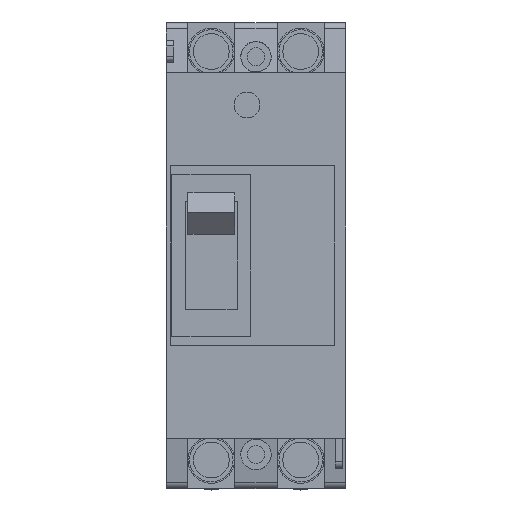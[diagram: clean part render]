
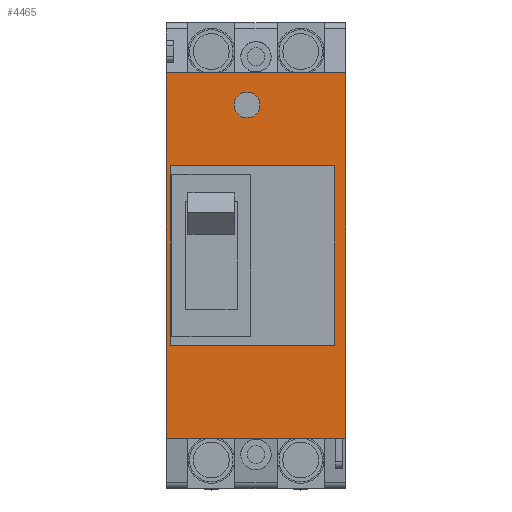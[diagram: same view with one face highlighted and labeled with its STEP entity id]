
A CAD part, top view. The second image highlights one B-rep face of the part: STEP entity #4465.
In plain terms, the highlighted planar face has unit normal (0, 0, 1).
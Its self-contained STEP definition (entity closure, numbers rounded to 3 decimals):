
#70 = VECTOR ( 'NONE', #7663, 1000. ) ;
#76 = CARTESIAN_POINT ( 'NONE',  ( -24., -25., 68. ) ) ;
#99 = LINE ( 'NONE', #4615, #4046 ) ;
#232 = DIRECTION ( 'NONE',  ( 0., 1., 0. ) ) ;
#250 = CARTESIAN_POINT ( 'NONE',  ( -24., 25., 68. ) ) ;
#449 = CARTESIAN_POINT ( 'NONE',  ( 25., 51., 68. ) ) ;
#552 = CARTESIAN_POINT ( 'NONE',  ( -6.1, 42., 68. ) ) ;
#555 = LINE ( 'NONE', #76, #3635 ) ;
#785 = AXIS2_PLACEMENT_3D ( 'NONE', #10006, #7729, #3054 ) ;
#954 = EDGE_LOOP ( 'NONE', ( #2243, #2740 ) ) ;
#967 = DIRECTION ( 'NONE',  ( 1., 0., 0. ) ) ;
#998 = LINE ( 'NONE', #2605, #4922 ) ;
#1137 = ORIENTED_EDGE ( 'NONE', *, *, #6678, .T. ) ;
#1178 = DIRECTION ( 'NONE',  ( 0., 0., 1. ) ) ;
#1211 = DIRECTION ( 'NONE',  ( -1., 0., 0. ) ) ;
#1229 = FACE_BOUND ( 'NONE', #6431, .T. ) ;
#1275 = ORIENTED_EDGE ( 'NONE', *, *, #1452, .T. ) ;
#1379 = EDGE_CURVE ( 'NONE', #9374, #9838, #2443, .T. ) ;
#1452 = EDGE_CURVE ( 'NONE', #5572, #2607, #99, .T. ) ;
#1502 = VERTEX_POINT ( 'NONE', #3297 ) ;
#1624 = CIRCLE ( 'NONE', #8844, 3.6 ) ;
#1743 = CARTESIAN_POINT ( 'NONE',  ( -25., -51., 68. ) ) ;
#1744 = LINE ( 'NONE', #6701, #6175 ) ;
#1908 = ORIENTED_EDGE ( 'NONE', *, *, #7187, .F. ) ;
#1919 = LINE ( 'NONE', #9818, #3769 ) ;
#1935 = EDGE_CURVE ( 'NONE', #6977, #3642, #4257, .T. ) ;
#2006 = VECTOR ( 'NONE', #9994, 1000. ) ;
#2243 = ORIENTED_EDGE ( 'NONE', *, *, #6824, .F. ) ;
#2410 = CARTESIAN_POINT ( 'NONE',  ( -25., 51., 68. ) ) ;
#2443 = CIRCLE ( 'NONE', #4377, 3.6 ) ;
#2605 = CARTESIAN_POINT ( 'NONE',  ( -25., 51., 68. ) ) ;
#2607 = VERTEX_POINT ( 'NONE', #449 ) ;
#2649 = ORIENTED_EDGE ( 'NONE', *, *, #3669, .F. ) ;
#2661 = DIRECTION ( 'NONE',  ( 0., -1., 0. ) ) ;
#2740 = ORIENTED_EDGE ( 'NONE', *, *, #1379, .F. ) ;
#2967 = DIRECTION ( 'NONE',  ( 0., 0., 1. ) ) ;
#3054 = DIRECTION ( 'NONE',  ( 1., 0., 0. ) ) ;
#3085 = FACE_OUTER_BOUND ( 'NONE', #7120, .T. ) ;
#3297 = CARTESIAN_POINT ( 'NONE',  ( -24., -25., 68. ) ) ;
#3309 = FACE_BOUND ( 'NONE', #954, .T. ) ;
#3614 = ORIENTED_EDGE ( 'NONE', *, *, #9127, .F. ) ;
#3618 = DIRECTION ( 'NONE',  ( 1., 0., 0. ) ) ;
#3635 = VECTOR ( 'NONE', #8672, 1000. ) ;
#3642 = VERTEX_POINT ( 'NONE', #9753 ) ;
#3669 = EDGE_CURVE ( 'NONE', #3642, #6440, #1744, .T. ) ;
#3769 = VECTOR ( 'NONE', #2661, 1000. ) ;
#4044 = EDGE_CURVE ( 'NONE', #9902, #5572, #9683, .T. ) ;
#4046 = VECTOR ( 'NONE', #232, 1000. ) ;
#4111 = LINE ( 'NONE', #9215, #2006 ) ;
#4113 = ORIENTED_EDGE ( 'NONE', *, *, #1935, .F. ) ;
#4257 = LINE ( 'NONE', #7606, #70 ) ;
#4377 = AXIS2_PLACEMENT_3D ( 'NONE', #7842, #1178, #3618 ) ;
#4465 = ADVANCED_FACE ( 'NONE', ( #3309, #3085, #1229 ), #5367, .T. ) ;
#4615 = CARTESIAN_POINT ( 'NONE',  ( 25., 65., 68. ) ) ;
#4922 = VECTOR ( 'NONE', #8076, 1000. ) ;
#4953 = ORIENTED_EDGE ( 'NONE', *, *, #4044, .T. ) ;
#5367 = PLANE ( 'NONE',  #785 ) ;
#5475 = CARTESIAN_POINT ( 'NONE',  ( 22., -25., 68. ) ) ;
#5532 = VECTOR ( 'NONE', #967, 1000. ) ;
#5572 = VERTEX_POINT ( 'NONE', #7641 ) ;
#5581 = ORIENTED_EDGE ( 'NONE', *, *, #6307, .F. ) ;
#6175 = VECTOR ( 'NONE', #1211, 1000. ) ;
#6307 = EDGE_CURVE ( 'NONE', #1502, #6977, #555, .T. ) ;
#6431 = EDGE_LOOP ( 'NONE', ( #4113, #5581, #1908, #2649 ) ) ;
#6440 = VERTEX_POINT ( 'NONE', #250 ) ;
#6678 = EDGE_CURVE ( 'NONE', #7519, #9902, #4111, .T. ) ;
#6701 = CARTESIAN_POINT ( 'NONE',  ( 22., 25., 68. ) ) ;
#6824 = EDGE_CURVE ( 'NONE', #9838, #9374, #1624, .T. ) ;
#6977 = VERTEX_POINT ( 'NONE', #5475 ) ;
#7120 = EDGE_LOOP ( 'NONE', ( #1137, #4953, #1275, #3614 ) ) ;
#7187 = EDGE_CURVE ( 'NONE', #6440, #1502, #1919, .T. ) ;
#7469 = CARTESIAN_POINT ( 'NONE',  ( 1.1, 42., 68. ) ) ;
#7519 = VERTEX_POINT ( 'NONE', #2410 ) ;
#7606 = CARTESIAN_POINT ( 'NONE',  ( 22., -25., 68. ) ) ;
#7633 = CARTESIAN_POINT ( 'NONE',  ( -2.5, 42., 68. ) ) ;
#7641 = CARTESIAN_POINT ( 'NONE',  ( 25., -51., 68. ) ) ;
#7663 = DIRECTION ( 'NONE',  ( 0., 1., 0. ) ) ;
#7729 = DIRECTION ( 'NONE',  ( 0., 0., 1. ) ) ;
#7842 = CARTESIAN_POINT ( 'NONE',  ( -2.5, 42., 68. ) ) ;
#8076 = DIRECTION ( 'NONE',  ( 1., 0., 0. ) ) ;
#8346 = CARTESIAN_POINT ( 'NONE',  ( -25., -51., 68. ) ) ;
#8406 = DIRECTION ( 'NONE',  ( 1., 0., 0. ) ) ;
#8672 = DIRECTION ( 'NONE',  ( 1., 0., 0. ) ) ;
#8844 = AXIS2_PLACEMENT_3D ( 'NONE', #7633, #2967, #8406 ) ;
#9127 = EDGE_CURVE ( 'NONE', #7519, #2607, #998, .T. ) ;
#9215 = CARTESIAN_POINT ( 'NONE',  ( -25., 65., 68. ) ) ;
#9374 = VERTEX_POINT ( 'NONE', #552 ) ;
#9683 = LINE ( 'NONE', #1743, #5532 ) ;
#9753 = CARTESIAN_POINT ( 'NONE',  ( 22., 25., 68. ) ) ;
#9818 = CARTESIAN_POINT ( 'NONE',  ( -24., 25., 68. ) ) ;
#9838 = VERTEX_POINT ( 'NONE', #7469 ) ;
#9902 = VERTEX_POINT ( 'NONE', #8346 ) ;
#9994 = DIRECTION ( 'NONE',  ( 0., -1., 0. ) ) ;
#10006 = CARTESIAN_POINT ( 'NONE',  ( 0., 0., 68. ) ) ;
